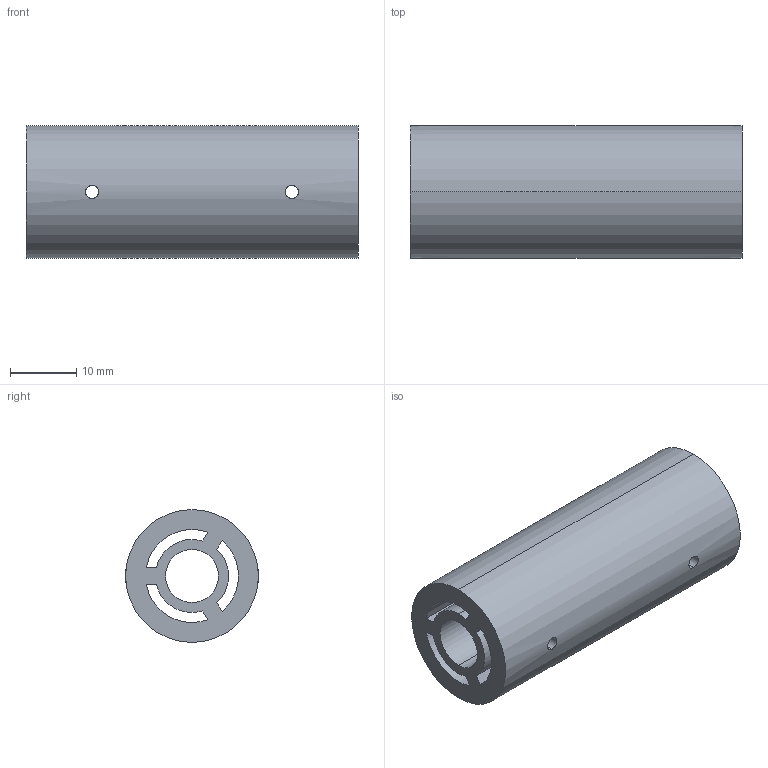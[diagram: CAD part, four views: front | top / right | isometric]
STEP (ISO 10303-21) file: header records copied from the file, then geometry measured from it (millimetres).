
FILE_DESCRIPTION (( 'STEP AP214' ), '1' );
FILE_NAME ('幗謫粣.STEP', '2023-05-19T10:08:42', ( '' ), ( '' ), 'SwSTEP 2.0', 'SolidWorks 2021', '' );
FILE_SCHEMA (( 'AUTOMOTIVE_DESIGN' ));
Length unit declared in the file: millimetre
Products named in the file (1): 幗謫粣
Bounding box: 50 x 20 x 20 mm (x, y, z)
Volume: 10727.1 mm3; surface area: 8545.4 mm2
Topology: 1 solids, 1 shells, 76 faces, 230 edges, 152 vertices
Faces by surface type: plane 56, cylinder 20
Entity records: 2756 total; most frequent: CARTESIAN_POINT 731, ORIENTED_EDGE 460, DIRECTION 360, EDGE_CURVE 230, VERTEX_POINT 152, LINE 142, VECTOR 142, AXIS2_PLACEMENT_3D 109
